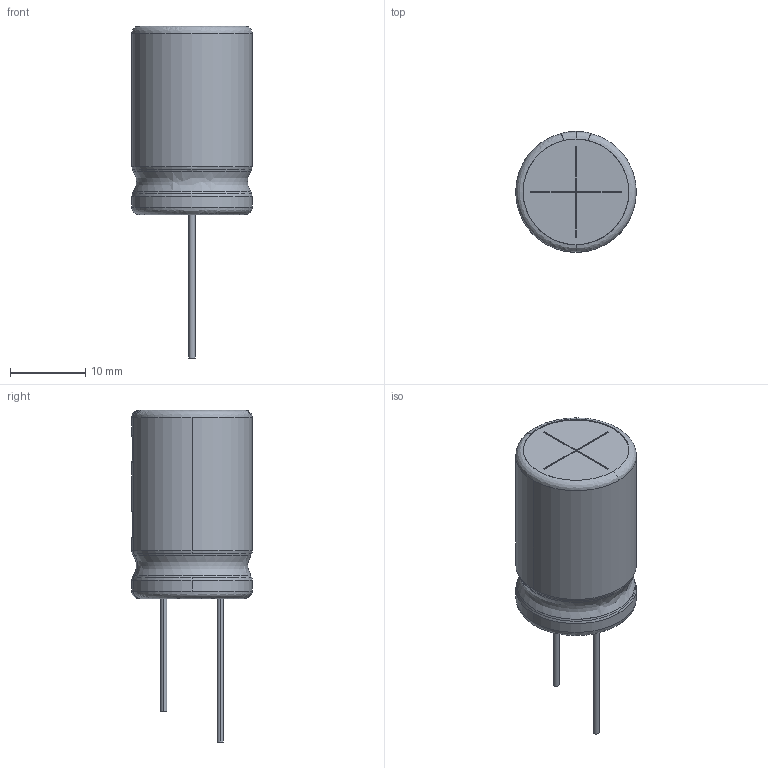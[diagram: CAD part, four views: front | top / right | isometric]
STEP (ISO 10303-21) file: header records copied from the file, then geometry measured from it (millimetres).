
FILE_DESCRIPTION (( 'STEP AP214' ), '1' );
FILE_NAME ('User Library-Cap16x25.STEP', '2010-07-18T04:04:44', ( 'sysAdmin' ), ( 'SolidWorks' ), 'SwSTEP 2.0', 'SolidWorks 2010', '' );
FILE_SCHEMA (( 'AUTOMOTIVE_DESIGN' ));
Length unit declared in the file: millimetre
Products named in the file (11): User Library-Cap16x25_5_1; User Library-Cap16x25_7_1; User Library-Cap16x25_6_1; User Library-Cap16x25_2_1; User Library-Cap16x25_4_1; User Library-Cap16x25_3_1; User Library-Cap16x25_1_1; User Library-Cap16x25_9_1; User Library-Cap16x25; User Library-Cap16x25_8_1; User Library-Cap16x25_10_1
Assembly tree (10 placements, depth 2):
  User Library-Cap16x25
    User Library-Cap16x25_4_1
    User Library-Cap16x25_1_1
    User Library-Cap16x25_10_1
    User Library-Cap16x25_5_1
    User Library-Cap16x25_7_1
    User Library-Cap16x25_3_1
    User Library-Cap16x25_6_1
    User Library-Cap16x25_9_1
    User Library-Cap16x25_8_1
    User Library-Cap16x25_2_1
Bounding box: 16 x 16 x 44 mm (x, y, z)
Volume: 4911.8 mm3; surface area: 4636.7 mm2
Topology: 10 solids, 10 shells, 143 faces, 360 edges, 238 vertices
Faces by surface type: cylinder 66, plane 41, bspline 36
Entity records: 7489 total; most frequent: CARTESIAN_POINT 2208, ORIENTED_EDGE 720, DIRECTION 634, EDGE_CURVE 360, AXIS2_PLACEMENT_3D 240, VERTEX_POINT 238, UNCERTAINTY_MEASURE_WITH_UNIT 174, FILL_AREA_STYLE_COLOUR 163
